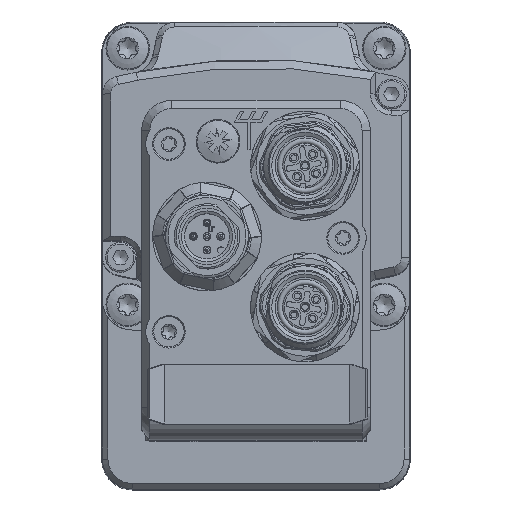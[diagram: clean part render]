
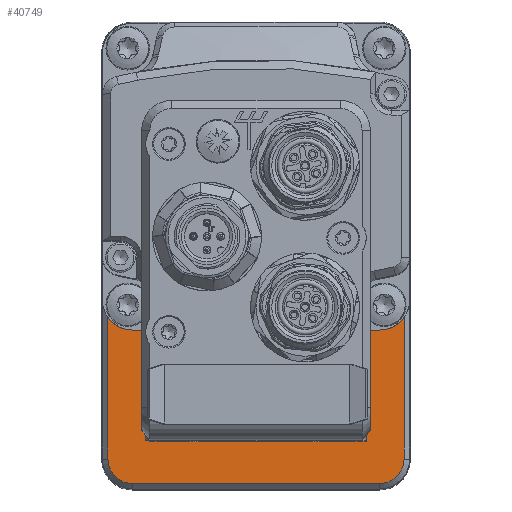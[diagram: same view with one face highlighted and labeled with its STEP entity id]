
A CAD part, top view. The second image highlights one B-rep face of the part: STEP entity #40749.
In plain terms, the highlighted planar face has unit normal (0, 0, 1).
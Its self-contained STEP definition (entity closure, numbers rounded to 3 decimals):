
#568=ELLIPSE('',#43717,5.5,5.5);
#569=ELLIPSE('',#43718,5.5,5.5);
#3068=PLANE('',#43716);
#4507=FACE_OUTER_BOUND('',#6756,.T.);
#6756=EDGE_LOOP('',(#29714,#29715,#29716,#29717,#29718,#29719,#29720,#29721));
#9207=LINE('',#64095,#12092);
#9210=LINE('',#64104,#12095);
#9212=LINE('',#64111,#12097);
#9213=LINE('',#64115,#12098);
#12092=VECTOR('',#49278,10.);
#12095=VECTOR('',#49289,10.);
#12097=VECTOR('',#49297,10.);
#12098=VECTOR('',#49300,10.);
#14805=CIRCLE('',#43712,4.5);
#14806=CIRCLE('',#43715,4.5);
#16972=VERTEX_POINT('',#64092);
#16973=VERTEX_POINT('',#64094);
#16974=VERTEX_POINT('',#64098);
#16975=VERTEX_POINT('',#64102);
#16976=VERTEX_POINT('',#64106);
#16977=VERTEX_POINT('',#64110);
#16978=VERTEX_POINT('',#64112);
#16979=VERTEX_POINT('',#64114);
#21686=EDGE_CURVE('',#16972,#16973,#9207,.T.);
#21689=EDGE_CURVE('',#16974,#16972,#14805,.T.);
#21691=EDGE_CURVE('',#16975,#16974,#9210,.T.);
#21693=EDGE_CURVE('',#16976,#16975,#14806,.T.);
#21694=EDGE_CURVE('',#16977,#16976,#9212,.T.);
#21695=EDGE_CURVE('',#16977,#16978,#568,.T.);
#21696=EDGE_CURVE('',#16979,#16978,#9213,.T.);
#21697=EDGE_CURVE('',#16973,#16979,#569,.F.);
#29714=ORIENTED_EDGE('',*,*,#21686,.F.);
#29715=ORIENTED_EDGE('',*,*,#21689,.F.);
#29716=ORIENTED_EDGE('',*,*,#21691,.F.);
#29717=ORIENTED_EDGE('',*,*,#21693,.F.);
#29718=ORIENTED_EDGE('',*,*,#21694,.F.);
#29719=ORIENTED_EDGE('',*,*,#21695,.T.);
#29720=ORIENTED_EDGE('',*,*,#21696,.F.);
#29721=ORIENTED_EDGE('',*,*,#21697,.F.);
#40749=ADVANCED_FACE('',(#4507),#3068,.F.);
#43712=AXIS2_PLACEMENT_3D('',#64100,#49284,#49285);
#43715=AXIS2_PLACEMENT_3D('',#64108,#49293,#49294);
#43716=AXIS2_PLACEMENT_3D('',#64109,#49295,#49296);
#43717=AXIS2_PLACEMENT_3D('',#64113,#49298,#49299);
#43718=AXIS2_PLACEMENT_3D('',#64116,#49301,#49302);
#49278=DIRECTION('',(0.,1.,0.));
#49284=DIRECTION('center_axis',(0.,0.,
-1.));
#49285=DIRECTION('ref_axis',(-0.707,-0.707,0.));
#49289=DIRECTION('',(-1.,0.,0.));
#49293=DIRECTION('center_axis',(0.,0.,
-1.));
#49294=DIRECTION('ref_axis',(0.707,-0.707,0.));
#49295=DIRECTION('center_axis',(0.,0.,
-1.));
#49296=DIRECTION('ref_axis',(1.,0.,0.));
#49297=DIRECTION('',(0.,-1.,0.));
#49298=DIRECTION('center_axis',(0.,0.,
-1.));
#49299=DIRECTION('ref_axis',(1.,0.,0.));
#49300=DIRECTION('',(1.,0.,0.));
#49301=DIRECTION('center_axis',(0.,0.,
-1.));
#49302=DIRECTION('ref_axis',(-1.,0.,0.));
#64092=CARTESIAN_POINT('',(-27.2,-51.9,-1.));
#64094=CARTESIAN_POINT('',(-27.2,-25.85,-1.));
#64095=CARTESIAN_POINT('',(-27.2,-28.7,-1.));
#64098=CARTESIAN_POINT('',(-22.7,-56.4,-1.));
#64100=CARTESIAN_POINT('Origin',(-22.7,-51.9,-1.));
#64102=CARTESIAN_POINT('',(22.7,-56.4,-1.));
#64104=CARTESIAN_POINT('',(14.1,-56.4,-1.));
#64106=CARTESIAN_POINT('',(27.2,-51.9,-1.));
#64108=CARTESIAN_POINT('Origin',(22.7,-51.9,-1.));
#64109=CARTESIAN_POINT('Origin',(0.,-42.8,
-1.));
#64110=CARTESIAN_POINT('',(27.2,-25.85,-1.));
#64111=CARTESIAN_POINT('',(27.2,-28.7,-1.));
#64112=CARTESIAN_POINT('',(22.691,-28.2,-1.));
#64113=CARTESIAN_POINT('Origin',(22.691,-22.7,-1.));
#64114=CARTESIAN_POINT('',(-22.691,-28.2,-1.));
#64115=CARTESIAN_POINT('',(28.2,-28.2,-1.));
#64116=CARTESIAN_POINT('Origin',(-22.691,-22.7,-1.));
